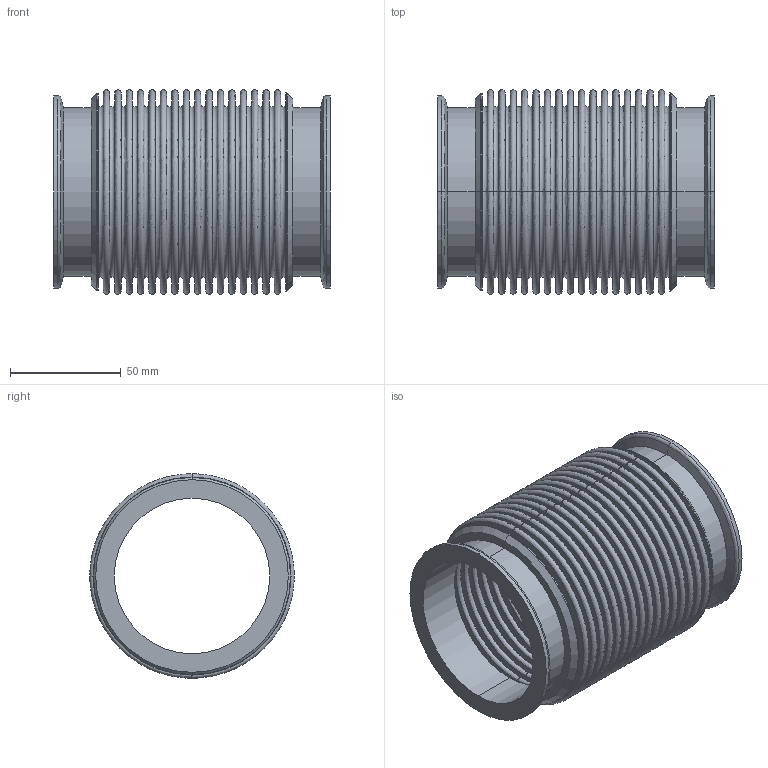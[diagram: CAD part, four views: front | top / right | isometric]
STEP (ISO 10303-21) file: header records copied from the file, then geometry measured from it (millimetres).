
FILE_DESCRIPTION( (''), '2;1');
FILE_NAME ('CAD714.3072.KF63_17248.stp','2017-01-24T16:00:11',(''),(''),'spGate 12.6.6','','');
FILE_SCHEMA (('AUTOMOTIVE_DESIGN'));
Length unit declared in the file: millimetre
Products named in the file (4): Assembly; KF63-1; KF63-2; KF63-2_mr
Assembly tree (3 placements, depth 2):
  Assembly
    KF63-1
    KF63-2
    KF63-2_mr
Bounding box: 125 x 92.3 x 92.3 mm (x, y, z)
Volume: 58746.5 mm3; surface area: 197725.2 mm2
Topology: 3 solids, 3 shells, 238 faces, 476 edges, 312 vertices
Faces by surface type: bspline 144, plane 74, cylinder 20
Entity records: 13688 total; most frequent: CARTESIAN_POINT 5062, ORIENTED_EDGE 952, DIRECTION 828, COLOUR_RGB 717, PRESENTATION_STYLE_ASSIGNMENT 717, STYLED_ITEM 717, EDGE_CURVE 476, DRAUGHTING_PRE_DEFINED_CURVE_FONT 476
